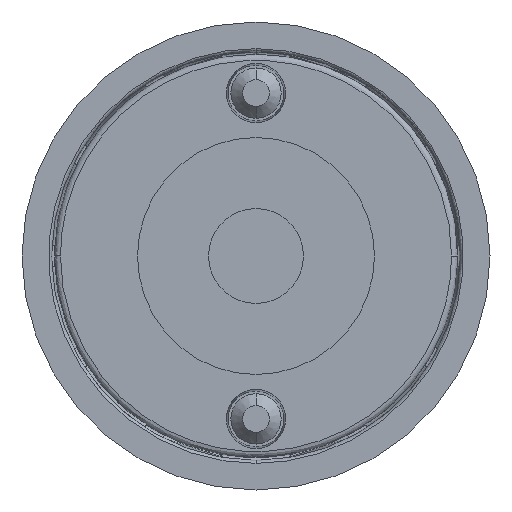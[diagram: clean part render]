
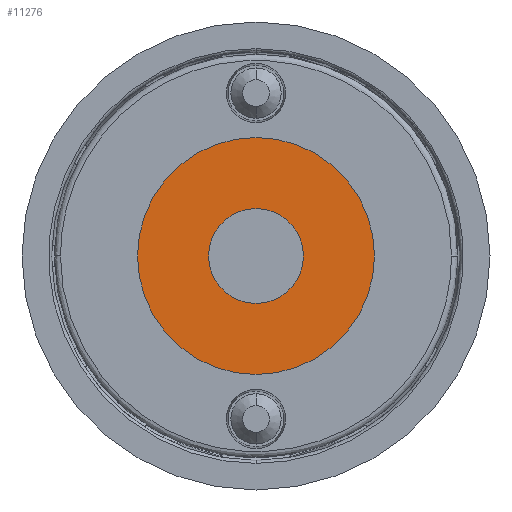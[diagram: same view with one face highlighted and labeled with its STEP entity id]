
A CAD part, front view. The second image highlights one B-rep face of the part: STEP entity #11276.
In plain terms, the highlighted planar face has unit normal (0, -1, 0).
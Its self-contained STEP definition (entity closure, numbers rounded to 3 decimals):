
#321 = AXIS2_PLACEMENT_3D ( 'NONE', #3767, #11295, #4835 ) ;
#480 = EDGE_CURVE ( 'NONE', #1869, #11083, #10388, .T. ) ;
#489 = CIRCLE ( 'NONE', #10338, 8. ) ;
#539 = ORIENTED_EDGE ( 'NONE', *, *, #480, .T. ) ;
#624 = CIRCLE ( 'NONE', #13606, 8. ) ;
#684 = EDGE_LOOP ( 'NONE', ( #10275, #2239 ) ) ;
#795 = DIRECTION ( 'NONE',  ( 0., 1., 0. ) ) ;
#929 = DIRECTION ( 'NONE',  ( 0., -1., 0. ) ) ;
#1063 = AXIS2_PLACEMENT_3D ( 'NONE', #7359, #929, #8445 ) ;
#1869 = VERTEX_POINT ( 'NONE', #2025 ) ;
#2025 = CARTESIAN_POINT ( 'NONE',  ( 0., -1.6, -20. ) ) ;
#2230 = CARTESIAN_POINT ( 'NONE',  ( 8., -1.6, 0. ) ) ;
#2239 = ORIENTED_EDGE ( 'NONE', *, *, #10410, .T. ) ;
#2680 = CARTESIAN_POINT ( 'NONE',  ( 0., -1.6, 20. ) ) ;
#2724 = ORIENTED_EDGE ( 'NONE', *, *, #12106, .T. ) ;
#3295 = DIRECTION ( 'NONE',  ( 0., 0., -1. ) ) ;
#3299 = CIRCLE ( 'NONE', #321, 20. ) ;
#3575 = CARTESIAN_POINT ( 'NONE',  ( 0., -1.6, 8. ) ) ;
#3767 = CARTESIAN_POINT ( 'NONE',  ( 0., -1.6, 0. ) ) ;
#4193 = VERTEX_POINT ( 'NONE', #9157 ) ;
#4835 = DIRECTION ( 'NONE',  ( 0., 0., -1. ) ) ;
#5412 = DIRECTION ( 'NONE',  ( 0., 1., 0. ) ) ;
#6020 = EDGE_CURVE ( 'NONE', #4193, #7639, #489, .T. ) ;
#6152 = FACE_BOUND ( 'NONE', #684, .T. ) ;
#7234 = CARTESIAN_POINT ( 'NONE',  ( 0., -1.6, 0. ) ) ;
#7359 = CARTESIAN_POINT ( 'NONE',  ( 0., -1.6, 0. ) ) ;
#7639 = VERTEX_POINT ( 'NONE', #3575 ) ;
#8313 = DIRECTION ( 'NONE',  ( 0., 0., -1. ) ) ;
#8445 = DIRECTION ( 'NONE',  ( 0., 0., -1. ) ) ;
#9157 = CARTESIAN_POINT ( 'NONE',  ( 0., -1.6, -8. ) ) ;
#9738 = DIRECTION ( 'NONE',  ( 0., -1., 0. ) ) ;
#10275 = ORIENTED_EDGE ( 'NONE', *, *, #6020, .T. ) ;
#10338 = AXIS2_PLACEMENT_3D ( 'NONE', #7234, #795, #8313 ) ;
#10388 = CIRCLE ( 'NONE', #1063, 20. ) ;
#10410 = EDGE_CURVE ( 'NONE', #7639, #4193, #624, .T. ) ;
#10920 = EDGE_LOOP ( 'NONE', ( #539, #2724 ) ) ;
#11083 = VERTEX_POINT ( 'NONE', #2680 ) ;
#11276 = ADVANCED_FACE ( 'NONE', ( #6152, #11889 ), #11852, .T. ) ;
#11295 = DIRECTION ( 'NONE',  ( 0., -1., 0. ) ) ;
#11840 = CARTESIAN_POINT ( 'NONE',  ( 0., -1.6, 0. ) ) ;
#11852 = PLANE ( 'NONE',  #12713 ) ;
#11889 = FACE_OUTER_BOUND ( 'NONE', #10920, .T. ) ;
#12106 = EDGE_CURVE ( 'NONE', #11083, #1869, #3299, .T. ) ;
#12713 = AXIS2_PLACEMENT_3D ( 'NONE', #2230, #9738, #3295 ) ;
#12933 = DIRECTION ( 'NONE',  ( 0., 0., -1. ) ) ;
#13606 = AXIS2_PLACEMENT_3D ( 'NONE', #11840, #5412, #12933 ) ;
